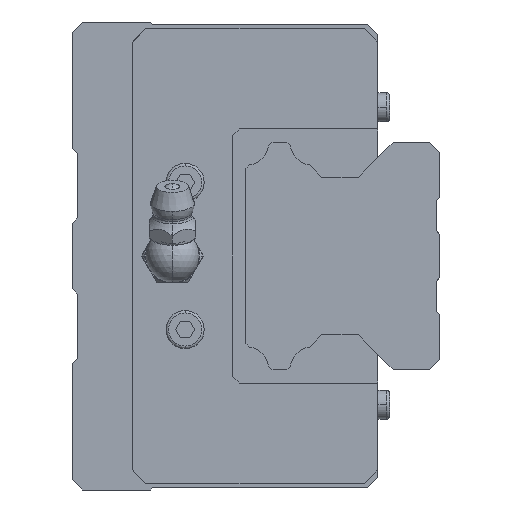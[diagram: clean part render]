
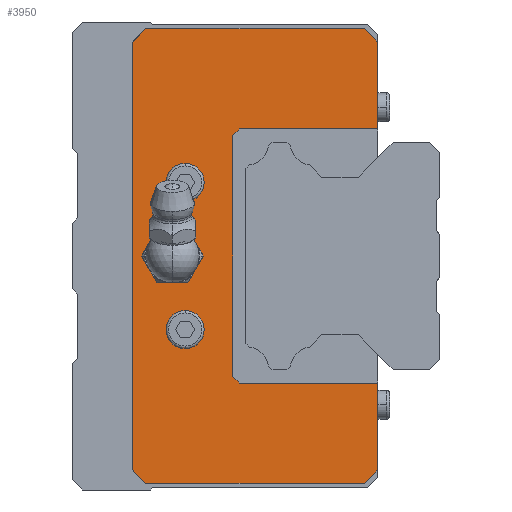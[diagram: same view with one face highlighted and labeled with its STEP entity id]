
A CAD part, left-side view. The second image highlights one B-rep face of the part: STEP entity #3950.
In plain terms, the highlighted planar face has unit normal (-1, 0, 0).
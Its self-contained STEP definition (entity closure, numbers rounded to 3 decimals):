
#1928 = VERTEX_POINT( '', #5337 );
#2054 = VERTEX_POINT( '', #5475 );
#2084 = EDGE_CURVE( '', #4766, #4600, #5508, .T. );
#2106 = VERTEX_POINT( '', #5532 );
#2114 = EDGE_CURVE( '', #4466, #4574, #5540, .T. );
#2146 = EDGE_CURVE( '', #2494, #1928, #5573, .T. );
#2202 = VERTEX_POINT( '', #5639 );
#2420 = VERTEX_POINT( '', #5887 );
#2494 = VERTEX_POINT( '', #5963 );
#2514 = EDGE_CURVE( '', #4024, #3040, #5984, .T. );
#2634 = EDGE_CURVE( '', #4810, #3772, #6122, .T. );
#2718 = EDGE_CURVE( '', #4600, #4920, #6220, .T. );
#2876 = EDGE_CURVE( '', #2054, #3152, #6396, .T. );
#2894 = EDGE_CURVE( '', #1928, #2494, #6415, .T. );
#2946 = EDGE_CURVE( '', #3040, #4024, #6472, .T. );
#2994 = EDGE_CURVE( '', #4574, #2202, #6522, .T. );
#3040 = VERTEX_POINT( '', #6569 );
#3070 = VERTEX_POINT( '', #6604 );
#3102 = EDGE_CURVE( '', #2420, #2202, #6638, .T. );
#3152 = VERTEX_POINT( '', #6693 );
#3192 = EDGE_CURVE( '', #3070, #4466, #6736, .T. );
#3258 = VERTEX_POINT( '', #6807 );
#3280 = VERTEX_POINT( '', #6830 );
#3498 = EDGE_CURVE( '', #3280, #4766, #7071, .T. );
#3738 = EDGE_CURVE( '', #4920, #2106, #7330, .T. );
#3772 = VERTEX_POINT( '', #7367 );
#3790 = EDGE_CURVE( '', #3772, #4810, #7386, .T. );
#3950 = ADVANCED_FACE( '', ( #7557, #7558, #7559, #7560 ), #7561, .F. );
#4024 = VERTEX_POINT( '', #7641 );
#4266 = EDGE_CURVE( '', #2106, #2420, #7911, .T. );
#4426 = VERTEX_POINT( '', #8082 );
#4466 = VERTEX_POINT( '', #8127 );
#4492 = EDGE_CURVE( '', #3258, #3070, #8158, .T. );
#4574 = VERTEX_POINT( '', #8248 );
#4576 = EDGE_CURVE( '', #4426, #3258, #8250, .T. );
#4600 = VERTEX_POINT( '', #8275 );
#4766 = VERTEX_POINT( '', #8455 );
#4810 = VERTEX_POINT( '', #8505 );
#4856 = EDGE_CURVE( '', #3152, #3280, #8555, .T. );
#4866 = EDGE_CURVE( '', #4426, #2054, #8566, .T. );
#4920 = VERTEX_POINT( '', #8628 );
#5337 = CARTESIAN_POINT( '', ( 67.3, 40.95, -11. ) );
#5475 = CARTESIAN_POINT( '', ( 67.3, 9.283, -32. ) );
#5508 = LINE( '', #9401, #9402 );
#5532 = CARTESIAN_POINT( '', ( 67.3, 11.283, 34. ) );
#5540 = LINE( '', #9444, #9445 );
#5573 = CIRCLE( '', #9508, 2.85 );
#5639 = CARTESIAN_POINT( '', ( 67.3, 9.283, 19. ) );
#5887 = CARTESIAN_POINT( '', ( 67.3, 9.283, 32. ) );
#5963 = CARTESIAN_POINT( '', ( 67.3, 35.25, -11. ) );
#5984 = CIRCLE( '', #10072, 3. );
#6122 = CIRCLE( '', #10256, 2.85 );
#6220 = LINE( '', #10402, #10403 );
#6396 = LINE( '', #10654, #10655 );
#6415 = CIRCLE( '', #10676, 2.85 );
#6472 = CIRCLE( '', #10752, 3. );
#6522 = LINE( '', #10829, #10830 );
#6569 = CARTESIAN_POINT( '', ( 67.3, 43., 0. ) );
#6604 = CARTESIAN_POINT( '', ( 67.3, 31., -18. ) );
#6638 = LINE( '', #11014, #11015 );
#6693 = CARTESIAN_POINT( '', ( 67.3, 11.283, -34. ) );
#6736 = LINE( '', #11166, #11167 );
#6807 = CARTESIAN_POINT( '', ( 67.3, 30., -19. ) );
#6830 = CARTESIAN_POINT( '', ( 67.3, 44., -34. ) );
#7071 = LINE( '', #11662, #11663 );
#7330 = LINE( '', #12038, #12039 );
#7367 = CARTESIAN_POINT( '', ( 67.3, 35.25, 11. ) );
#7386 = CIRCLE( '', #12119, 2.85 );
#7557 = FACE_BOUND( '', #12361, .T. );
#7558 = FACE_BOUND( '', #12362, .T. );
#7559 = FACE_BOUND( '', #12363, .T. );
#7560 = FACE_OUTER_BOUND( '', #12364, .T. );
#7561 = PLANE( '', #12365 );
#7641 = CARTESIAN_POINT( '', ( 67.3, 37., 0. ) );
#7911 = LINE( '', #12856, #12857 );
#8082 = CARTESIAN_POINT( '', ( 67.3, 9.283, -19. ) );
#8127 = CARTESIAN_POINT( '', ( 67.3, 31., 18. ) );
#8158 = LINE( '', #13215, #13216 );
#8248 = CARTESIAN_POINT( '', ( 67.3, 30., 19. ) );
#8250 = LINE( '', #13348, #13349 );
#8275 = CARTESIAN_POINT( '', ( 67.3, 46., 32. ) );
#8455 = CARTESIAN_POINT( '', ( 67.3, 46., -32. ) );
#8505 = CARTESIAN_POINT( '', ( 67.3, 40.95, 11. ) );
#8555 = LINE( '', #13773, #13774 );
#8566 = LINE( '', #13788, #13789 );
#8628 = CARTESIAN_POINT( '', ( 67.3, 44., 34. ) );
#9401 = CARTESIAN_POINT( '', ( 67.3, 46., 16. ) );
#9402 = VECTOR( '', #14670, 1. );
#9444 = CARTESIAN_POINT( '', ( 67.3, 29.625, 19.375 ) );
#9445 = VECTOR( '', #14699, 1. );
#9508 = AXIS2_PLACEMENT_3D( '', #14720, #14721, #14722 );
#10072 = AXIS2_PLACEMENT_3D( '', #15269, #15270, #15271 );
#10256 = AXIS2_PLACEMENT_3D( '', #15431, #15432, #15433 );
#10402 = CARTESIAN_POINT( '', ( 67.3, 43.375, 34.625 ) );
#10403 = VECTOR( '', #15571, 1. );
#10654 = CARTESIAN_POINT( '', ( 67.3, 1.837, -24.554 ) );
#10655 = VECTOR( '', #15770, 1. );
#10676 = AXIS2_PLACEMENT_3D( '', #15782, #15783, #15784 );
#10752 = AXIS2_PLACEMENT_3D( '', #15844, #15845, #15846 );
#10829 = CARTESIAN_POINT( '', ( 67.3, 18.75, 19. ) );
#10830 = VECTOR( '', #15880, 1. );
#11014 = CARTESIAN_POINT( '', ( 67.3, 9.283, 16.6 ) );
#11015 = VECTOR( '', #15981, 1. );
#11166 = CARTESIAN_POINT( '', ( 67.3, 31., -9. ) );
#11167 = VECTOR( '', #16089, 1. );
#11662 = CARTESIAN_POINT( '', ( 67.3, 44.375, -33.625 ) );
#11663 = VECTOR( '', #16450, 1. );
#12038 = CARTESIAN_POINT( '', ( 67.3, 9.392, 34. ) );
#12039 = VECTOR( '', #16728, 1. );
#12119 = AXIS2_PLACEMENT_3D( '', #16777, #16778, #16779 );
#12361 = EDGE_LOOP( '', ( #16954, #16955 ) );
#12362 = EDGE_LOOP( '', ( #16956, #16957 ) );
#12363 = EDGE_LOOP( '', ( #16958, #16959 ) );
#12364 = EDGE_LOOP( '', ( #16960, #16961, #16962, #16963, #16964, #16965, #16966, #16967, #16968, #16969, #16970, #16971, #16972, #16973 ) );
#12365 = AXIS2_PLACEMENT_3D( '', #16974, #16975, #16976 );
#12856 = CARTESIAN_POINT( '', ( 67.3, 0.837, 23.554 ) );
#12857 = VECTOR( '', #17396, 1. );
#13215 = CARTESIAN_POINT( '', ( 67.3, 29.125, -19.875 ) );
#13216 = VECTOR( '', #17706, 1. );
#13348 = CARTESIAN_POINT( '', ( 67.3, 8.392, -19. ) );
#13349 = VECTOR( '', #17797, 1. );
#13773 = CARTESIAN_POINT( '', ( 67.3, 25.75, -34. ) );
#13774 = VECTOR( '', #18091, 1. );
#13788 = CARTESIAN_POINT( '', ( 67.3, 9.283, 16.6 ) );
#13789 = VECTOR( '', #18103, 1. );
#14670 = DIRECTION( '', ( 0., 0., 1. ) );
#14699 = DIRECTION( '', ( 0., -0.707, 0.707 ) );
#14720 = CARTESIAN_POINT( '', ( 67.3, 38.1, -11. ) );
#14721 = DIRECTION( '', ( 1., 0., 0. ) );
#14722 = DIRECTION( '', ( 0., 1., 0. ) );
#15269 = CARTESIAN_POINT( '', ( 67.3, 40., 0. ) );
#15270 = DIRECTION( '', ( 1., 0., 0. ) );
#15271 = DIRECTION( '', ( 0., 1., 0. ) );
#15431 = CARTESIAN_POINT( '', ( 67.3, 38.1, 11. ) );
#15432 = DIRECTION( '', ( 1., 0., 0. ) );
#15433 = DIRECTION( '', ( 0., 1., 0. ) );
#15571 = DIRECTION( '', ( 0., -0.707, 0.707 ) );
#15770 = DIRECTION( '', ( 0., 0.707, -0.707 ) );
#15782 = CARTESIAN_POINT( '', ( 67.3, 38.1, -11. ) );
#15783 = DIRECTION( '', ( 1., 0., 0. ) );
#15784 = DIRECTION( '', ( 0., 1., 0. ) );
#15844 = CARTESIAN_POINT( '', ( 67.3, 40., 0. ) );
#15845 = DIRECTION( '', ( 1., 0., 0. ) );
#15846 = DIRECTION( '', ( 0., 1., 0. ) );
#15880 = DIRECTION( '', ( 0., -1., 0. ) );
#15981 = DIRECTION( '', ( 0., 0., -1. ) );
#16089 = DIRECTION( '', ( 0., 0., 1. ) );
#16450 = DIRECTION( '', ( 0., 0.707, 0.707 ) );
#16728 = DIRECTION( '', ( 0., -1., 0. ) );
#16777 = CARTESIAN_POINT( '', ( 67.3, 38.1, 11. ) );
#16778 = DIRECTION( '', ( 1., 0., 0. ) );
#16779 = DIRECTION( '', ( 0., 1., 0. ) );
#16954 = ORIENTED_EDGE( '', *, *, #2946, .T. );
#16955 = ORIENTED_EDGE( '', *, *, #2514, .T. );
#16956 = ORIENTED_EDGE( '', *, *, #2634, .T. );
#16957 = ORIENTED_EDGE( '', *, *, #3790, .T. );
#16958 = ORIENTED_EDGE( '', *, *, #2894, .T. );
#16959 = ORIENTED_EDGE( '', *, *, #2146, .T. );
#16960 = ORIENTED_EDGE( '', *, *, #4576, .T. );
#16961 = ORIENTED_EDGE( '', *, *, #4492, .T. );
#16962 = ORIENTED_EDGE( '', *, *, #3192, .T. );
#16963 = ORIENTED_EDGE( '', *, *, #2114, .T. );
#16964 = ORIENTED_EDGE( '', *, *, #2994, .T. );
#16965 = ORIENTED_EDGE( '', *, *, #3102, .F. );
#16966 = ORIENTED_EDGE( '', *, *, #4266, .F. );
#16967 = ORIENTED_EDGE( '', *, *, #3738, .F. );
#16968 = ORIENTED_EDGE( '', *, *, #2718, .F. );
#16969 = ORIENTED_EDGE( '', *, *, #2084, .F. );
#16970 = ORIENTED_EDGE( '', *, *, #3498, .F. );
#16971 = ORIENTED_EDGE( '', *, *, #4856, .F. );
#16972 = ORIENTED_EDGE( '', *, *, #2876, .F. );
#16973 = ORIENTED_EDGE( '', *, *, #4866, .F. );
#16974 = CARTESIAN_POINT( '', ( 67.3, 7.5, 0. ) );
#16975 = DIRECTION( '', ( 1., 0., 0. ) );
#16976 = DIRECTION( '', ( 0., 0., -1. ) );
#17396 = DIRECTION( '', ( 0., -0.707, -0.707 ) );
#17706 = DIRECTION( '', ( 0., 0.707, 0.707 ) );
#17797 = DIRECTION( '', ( 0., 1., 0. ) );
#18091 = DIRECTION( '', ( 0., 1., 0. ) );
#18103 = DIRECTION( '', ( 0., 0., -1. ) );
